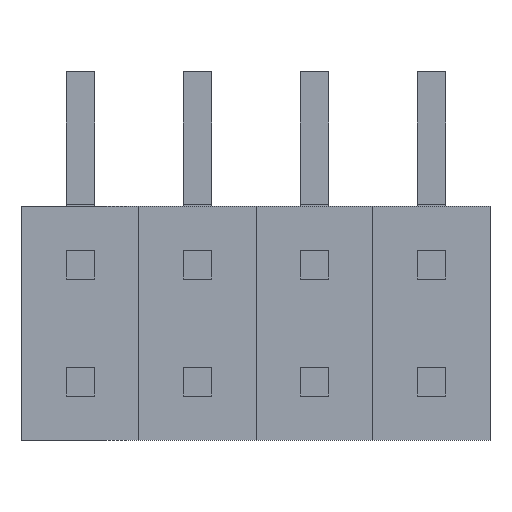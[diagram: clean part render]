
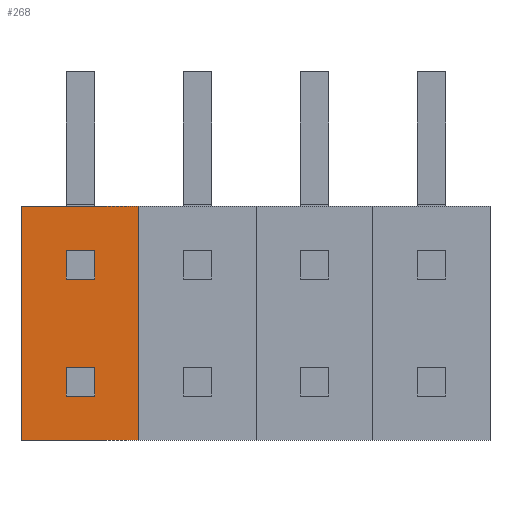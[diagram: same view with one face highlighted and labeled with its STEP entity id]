
A CAD part, front view. The second image highlights one B-rep face of the part: STEP entity #268.
In plain terms, the highlighted planar face has unit normal (0, -1, 0).
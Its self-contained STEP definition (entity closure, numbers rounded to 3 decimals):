
#268=ADVANCED_FACE('',(#1532,#1534,#1536),#1538,.T.);
#1532=FACE_BOUND('',#1533,.T.);
#1533=EDGE_LOOP('',(#2540,#2541,#2542,#2543));
#1534=FACE_BOUND('',#1535,.T.);
#1535=EDGE_LOOP('',(#2544,#2545,#2546,#2547));
#1536=FACE_BOUND('',#1537,.T.);
#1537=EDGE_LOOP('',(#2548,#2549,#2550,#2551));
#1538=PLANE('',#1539);
#1539=AXIS2_PLACEMENT_3D('',#1540,#1541,#1542);
#1540=CARTESIAN_POINT('',(0.,-7.35,-8.));
#1541=DIRECTION('',(0.,-1.,0.));
#1542=DIRECTION('',(0.,0.,1.));
#2540=ORIENTED_EDGE('',*,*,#3162,.T.);
#2541=ORIENTED_EDGE('',*,*,#3169,.T.);
#2542=ORIENTED_EDGE('',*,*,#3168,.F.);
#2543=ORIENTED_EDGE('',*,*,#3165,.F.);
#2544=ORIENTED_EDGE('',*,*,#3186,.T.);
#2545=ORIENTED_EDGE('',*,*,#3187,.F.);
#2546=ORIENTED_EDGE('',*,*,#3188,.F.);
#2547=ORIENTED_EDGE('',*,*,#3189,.T.);
#2548=ORIENTED_EDGE('',*,*,#3190,.F.);
#2549=ORIENTED_EDGE('',*,*,#3191,.T.);
#2550=ORIENTED_EDGE('',*,*,#3192,.T.);
#2551=ORIENTED_EDGE('',*,*,#3193,.F.);
#3162=EDGE_CURVE('',#3532,#3533,#3534,.T.);
#3165=EDGE_CURVE('',#3532,#3537,#3538,.T.);
#3168=EDGE_CURVE('',#3537,#3540,#3542,.T.);
#3169=EDGE_CURVE('',#3533,#3540,#3543,.T.);
#3186=EDGE_CURVE('',#3572,#3573,#3574,.T.);
#3187=EDGE_CURVE('',#3575,#3573,#3576,.T.);
#3188=EDGE_CURVE('',#3577,#3575,#3578,.T.);
#3189=EDGE_CURVE('',#3577,#3572,#3579,.T.);
#3190=EDGE_CURVE('',#3580,#3581,#3582,.T.);
#3191=EDGE_CURVE('',#3580,#3583,#3584,.T.);
#3192=EDGE_CURVE('',#3583,#3585,#3586,.T.);
#3193=EDGE_CURVE('',#3581,#3585,#3587,.T.);
#3532=VERTEX_POINT('',#4182);
#3533=VERTEX_POINT('',#4183);
#3534=LINE('',#4184,#4185);
#3537=VERTEX_POINT('',#4193);
#3538=LINE('',#4194,#4195);
#3540=VERTEX_POINT('',#4200);
#3542=LINE('',#4204,#4205);
#3543=LINE('',#4207,#4208);
#3572=VERTEX_POINT('',#4274);
#3573=VERTEX_POINT('',#4275);
#3574=LINE('',#4276,#4277);
#3575=VERTEX_POINT('',#4279);
#3576=LINE('',#4280,#4281);
#3577=VERTEX_POINT('',#4283);
#3578=LINE('',#4284,#4285);
#3579=LINE('',#4287,#4288);
#3580=VERTEX_POINT('',#4290);
#3581=VERTEX_POINT('',#4291);
#3582=LINE('',#4292,#4293);
#3583=VERTEX_POINT('',#4295);
#3584=LINE('',#4296,#4297);
#3585=VERTEX_POINT('',#4299);
#3586=LINE('',#4300,#4301);
#3587=LINE('',#4303,#4304);
#4182=CARTESIAN_POINT('',(0.,-7.35,-8.));
#4183=CARTESIAN_POINT('',(0.,-7.35,-2.92));
#4184=CARTESIAN_POINT('',(0.,-7.35,-8.));
#4185=VECTOR('',#4186,1.);
#4186=DIRECTION('',(0.,0.,1.));
#4193=CARTESIAN_POINT('',(-2.54,-7.35,-8.));
#4194=CARTESIAN_POINT('',(0.,-7.35,-8.));
#4195=VECTOR('',#4196,1.);
#4196=DIRECTION('',(-1.,0.,0.));
#4200=CARTESIAN_POINT('',(-2.54,-7.35,-2.92));
#4204=CARTESIAN_POINT('',(-2.54,-7.35,-8.));
#4205=VECTOR('',#4206,1.);
#4206=DIRECTION('',(0.,0.,1.));
#4207=CARTESIAN_POINT('',(0.,-7.35,-2.92));
#4208=VECTOR('',#4209,1.);
#4209=DIRECTION('',(-1.,0.,0.));
#4274=CARTESIAN_POINT('',(-0.96,-7.35,-7.04));
#4275=CARTESIAN_POINT('',(-1.58,-7.35,-7.04));
#4276=CARTESIAN_POINT('',(-0.96,-7.35,-7.04));
#4277=VECTOR('',#4278,1.);
#4278=DIRECTION('',(-1.,0.,0.));
#4279=CARTESIAN_POINT('',(-1.58,-7.35,-6.42));
#4280=CARTESIAN_POINT('',(-1.58,-7.35,-6.42));
#4281=VECTOR('',#4282,1.);
#4282=DIRECTION('',(0.,0.,-1.));
#4283=CARTESIAN_POINT('',(-0.96,-7.35,-6.42));
#4284=CARTESIAN_POINT('',(-0.96,-7.35,-6.42));
#4285=VECTOR('',#4286,1.);
#4286=DIRECTION('',(-1.,0.,0.));
#4287=CARTESIAN_POINT('',(-0.96,-7.35,-6.42));
#4288=VECTOR('',#4289,1.);
#4289=DIRECTION('',(0.,0.,-1.));
#4290=CARTESIAN_POINT('',(-0.96,-7.35,-3.88));
#4291=CARTESIAN_POINT('',(-1.58,-7.35,-3.88));
#4292=CARTESIAN_POINT('',(-0.96,-7.35,-3.88));
#4293=VECTOR('',#4294,1.);
#4294=DIRECTION('',(-1.,0.,0.));
#4295=CARTESIAN_POINT('',(-0.96,-7.35,-4.5));
#4296=CARTESIAN_POINT('',(-0.96,-7.35,-3.88));
#4297=VECTOR('',#4298,1.);
#4298=DIRECTION('',(0.,0.,-1.));
#4299=CARTESIAN_POINT('',(-1.58,-7.35,-4.5));
#4300=CARTESIAN_POINT('',(-0.96,-7.35,-4.5));
#4301=VECTOR('',#4302,1.);
#4302=DIRECTION('',(-1.,0.,0.));
#4303=CARTESIAN_POINT('',(-1.58,-7.35,-3.88));
#4304=VECTOR('',#4305,1.);
#4305=DIRECTION('',(0.,0.,-1.));
